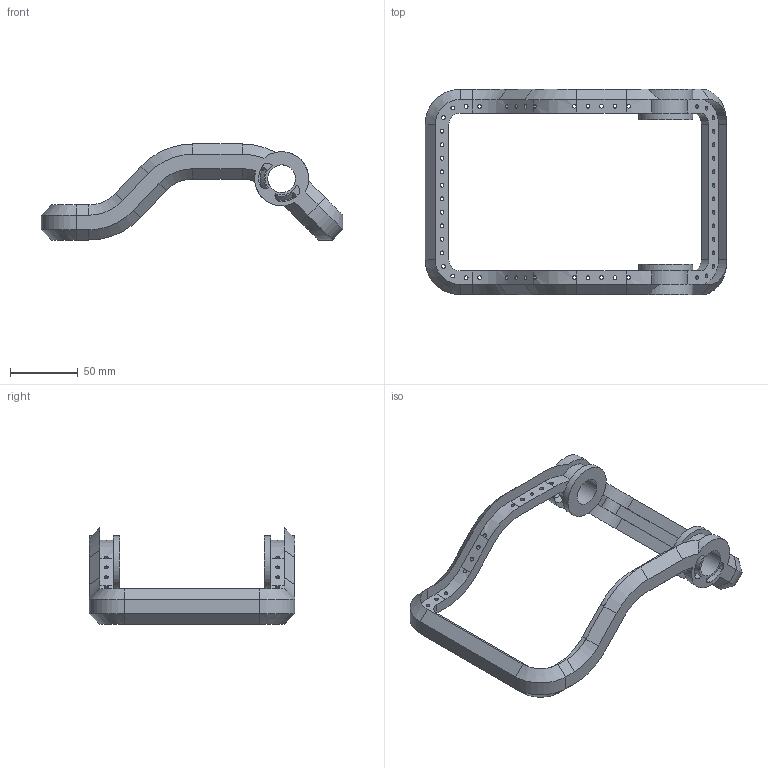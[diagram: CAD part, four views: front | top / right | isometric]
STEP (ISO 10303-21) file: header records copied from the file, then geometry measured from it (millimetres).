
FILE_DESCRIPTION(/* description */ ('STEP AP242','CAx-IF Rec.Pracs.---Representation and Presentation of Product Manufacturing Information (PMI)---4.0---2014-10-13','CAx-IF Rec.Pracs.---3D Tessellated Geometry---0.4---2014-09-14','2;1'),/* implementation_level */ '2;1');
FILE_NAME(/* name */ '6262815c4fc8d629c9fa24fa',/* time_stamp */ '2022-04-22T10:20:13+00:00',/* author */ (''),/* organization */ (''),/* preprocessor_version */ 'ST-DEVELOPER v18.101',/* originating_system */ ' ',/* authorisation */ ' ');
FILE_SCHEMA (('AP242_MANAGED_MODEL_BASED_3D_ENGINEERING_MIM_LF { 1 0 10303 442 1 1 4 }'));
Length unit declared in the file: metre
Products named in the file (1): frame
Bounding box: 223.38 x 152 x 71.12 mm (x, y, z)
Volume: 167382.4 mm3; surface area: 68172.6 mm2
Topology: 1 solids, 1 shells, 220 faces, 662 edges, 430 vertices
Faces by surface type: cylinder 106, plane 78, cone 30, bspline 6
Full cylindrical faces by diameter (mm): 2.8 x48, 20.5 x2, 40 x2
Entity records: 7322 total; most frequent: CARTESIAN_POINT 1545, DIRECTION 1188, ORIENTED_EDGE 1132, EDGE_CURVE 566, AXIS2_PLACEMENT_3D 467, VERTEX_POINT 386, EDGE_LOOP 376, FACE_BOUND 376
